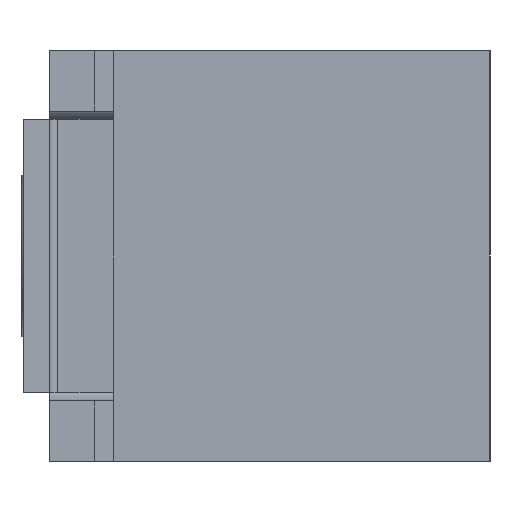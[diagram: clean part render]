
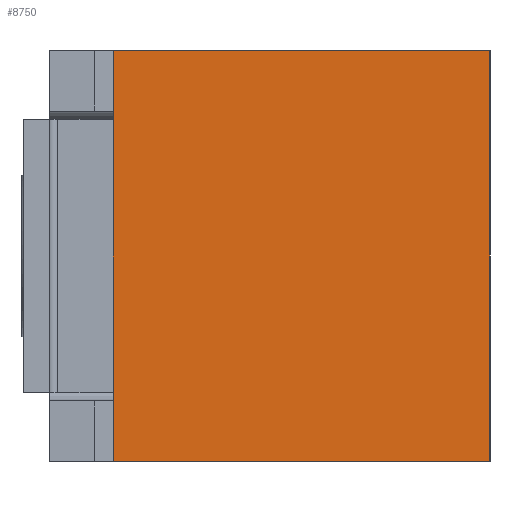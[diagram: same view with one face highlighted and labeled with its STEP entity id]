
A CAD part, left-side view. The second image highlights one B-rep face of the part: STEP entity #8750.
In plain terms, the highlighted planar face has unit normal (-1, 0, 0).
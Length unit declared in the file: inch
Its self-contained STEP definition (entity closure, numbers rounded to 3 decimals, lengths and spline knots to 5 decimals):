
#396 = ORIENTED_EDGE ( 'NONE', *, *, #2571, .T. ) ;
#696 = DIRECTION ( 'NONE',  ( 0., 0., -1. ) ) ;
#836 = CARTESIAN_POINT ( 'NONE',  ( -2.1075, 0., -0.75 ) ) ;
#1229 = DIRECTION ( 'NONE',  ( 0., -1., 0. ) ) ;
#1259 = CARTESIAN_POINT ( 'NONE',  ( -2.1075, 1.61, 0.75 ) ) ;
#1312 = ORIENTED_EDGE ( 'NONE', *, *, #8434, .T. ) ;
#1575 = DIRECTION ( 'NONE',  ( 0., -1., 0. ) ) ;
#1764 = VERTEX_POINT ( 'NONE', #2482 ) ;
#1801 = LINE ( 'NONE', #4528, #5510 ) ;
#2042 = AXIS2_PLACEMENT_3D ( 'NONE', #4155, #4874, #696 ) ;
#2482 = CARTESIAN_POINT ( 'NONE',  ( -2.1075, 1.378, 0.75 ) ) ;
#2530 = CARTESIAN_POINT ( 'NONE',  ( -2.1075, 1.378, -0.75 ) ) ;
#2571 = EDGE_CURVE ( 'NONE', #1764, #6061, #7846, .T. ) ;
#2835 = ORIENTED_EDGE ( 'NONE', *, *, #7978, .T. ) ;
#3374 = EDGE_CURVE ( 'NONE', #1764, #3433, #3611, .T. ) ;
#3433 = VERTEX_POINT ( 'NONE', #5150 ) ;
#3556 = VERTEX_POINT ( 'NONE', #836 ) ;
#3611 = LINE ( 'NONE', #1259, #8503 ) ;
#4130 = VECTOR ( 'NONE', #4157, 39.37008 ) ;
#4155 = CARTESIAN_POINT ( 'NONE',  ( -2.1075, 1.61, -0.75 ) ) ;
#4157 = DIRECTION ( 'NONE',  ( 0., 0., -1. ) ) ;
#4204 = LINE ( 'NONE', #5428, #5854 ) ;
#4528 = CARTESIAN_POINT ( 'NONE',  ( -2.1075, 0., -0.75 ) ) ;
#4874 = DIRECTION ( 'NONE',  ( 1., 0., 0. ) ) ;
#5150 = CARTESIAN_POINT ( 'NONE',  ( -2.1075, 0., 0.75 ) ) ;
#5397 = CARTESIAN_POINT ( 'NONE',  ( -2.1075, 1.378, 7.01853 ) ) ;
#5398 = FACE_OUTER_BOUND ( 'NONE', #6166, .T. ) ;
#5428 = CARTESIAN_POINT ( 'NONE',  ( -2.1075, 1.61, -0.75 ) ) ;
#5510 = VECTOR ( 'NONE', #8696, 39.37008 ) ;
#5854 = VECTOR ( 'NONE', #1229, 39.37008 ) ;
#6061 = VERTEX_POINT ( 'NONE', #2530 ) ;
#6166 = EDGE_LOOP ( 'NONE', ( #396, #2835, #1312, #8462 ) ) ;
#7846 = LINE ( 'NONE', #5397, #4130 ) ;
#7978 = EDGE_CURVE ( 'NONE', #6061, #3556, #4204, .T. ) ;
#8312 = PLANE ( 'NONE',  #2042 ) ;
#8434 = EDGE_CURVE ( 'NONE', #3556, #3433, #1801, .T. ) ;
#8462 = ORIENTED_EDGE ( 'NONE', *, *, #3374, .F. ) ;
#8503 = VECTOR ( 'NONE', #1575, 39.37008 ) ;
#8696 = DIRECTION ( 'NONE',  ( 0., 0., 1. ) ) ;
#8750 = ADVANCED_FACE ( 'NONE', ( #5398 ), #8312, .F. ) ;
